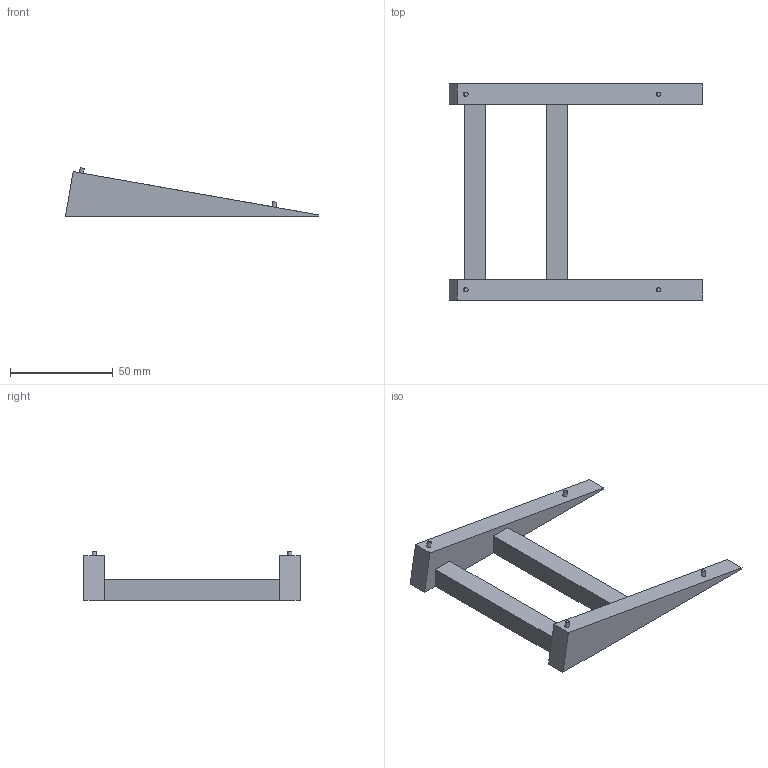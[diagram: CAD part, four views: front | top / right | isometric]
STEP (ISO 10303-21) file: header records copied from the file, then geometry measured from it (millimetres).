
FILE_DESCRIPTION(('FreeCAD Model'),'2;1');
FILE_NAME( 'triad_stand_right.step', '2020-06-02T14:10:15',('Author'),(''), 'Open CASCADE STEP processor 7.3','FreeCAD','Unknown');
FILE_SCHEMA(('AUTOMOTIVE_DESIGN { 1 0 10303 214 1 1 1 1 }'));
Length unit declared in the file: millimetre
Products named in the file (1): difference
Bounding box: 123.3 x 105.25 x 23.71 mm (x, y, z)
Volume: 44758.8 mm3; surface area: 17364.1 mm2
Topology: 1 solids, 1 shells, 28 faces, 64 edges, 40 vertices
Faces by surface type: plane 24, cylinder 4
Full cylindrical faces by diameter (mm): 2 x4
Entity records: 1816 total; most frequent: CARTESIAN_POINT 333, DIRECTION 226, LINE 152, VECTOR 152, ORIENTED_EDGE 128, PCURVE 128, DEFINITIONAL_REPRESENTATION 128, EDGE_CURVE 64
